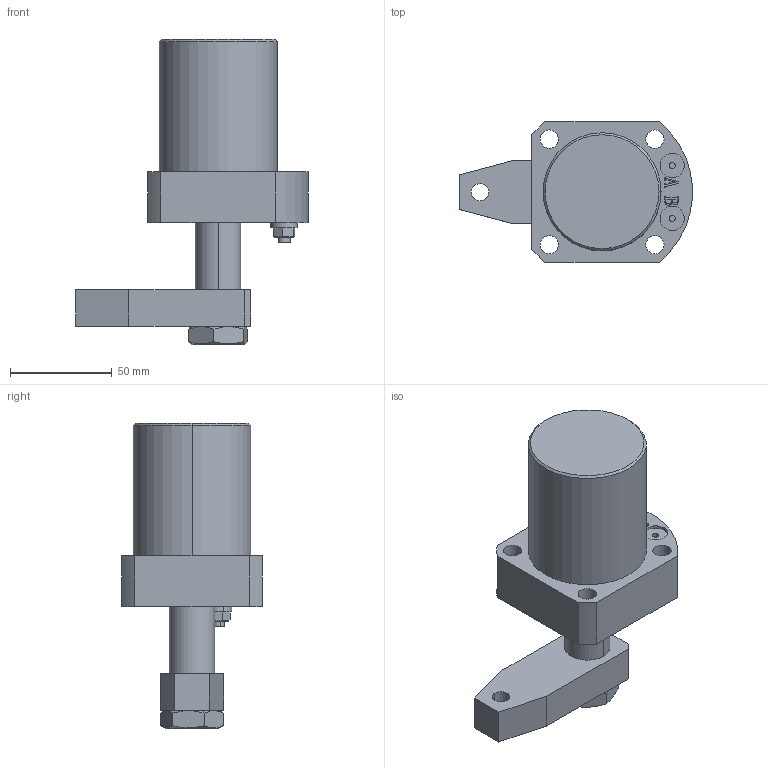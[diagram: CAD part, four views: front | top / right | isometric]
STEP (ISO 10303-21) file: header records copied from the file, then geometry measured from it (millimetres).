
FILE_DESCRIPTION (( 'STEP AP203' ), '1' );
FILE_NAME ('HSL-FCM40S.STEP', '2020-09-15T03:32:31', ( '微软用户' ), ( '微软中国' ), 'SwSTEP 2.0', 'SolidWorks 2012', '' );
FILE_SCHEMA (( 'CONFIG_CONTROL_DESIGN' ));
Length unit declared in the file: millimetre
Products named in the file (6): HSL-FCM40S; FCM-覃誹概; hex thin nuts grades ab gb_GB_FASTENER_NUT_STNABTT  B M18X1.5-N; HSL-40S活塞杆; HSL-40S揤旋杻秶; HSL-FCM40掛极
Assembly tree (5 placements, depth 2):
  HSL-FCM40S
    HSL-FCM40掛极
    HSL-40S揤旋杻秶
    HSL-40S活塞杆
    hex thin nuts grades ab gb_GB_FASTENER_NUT_STNABTT  B M18X1.5-N
    FCM-覃誹概
Bounding box: 114.36 x 69 x 150 mm (x, y, z)
Volume: 313644.9 mm3; surface area: 64254 mm2
Topology: 5 solids, 5 shells, 194 faces, 452 edges, 294 vertices
Faces by surface type: plane 97, cylinder 55, cone 20, bspline 16, torus 6
Entity records: 7072 total; most frequent: CARTESIAN_POINT 1982, DIRECTION 920, ORIENTED_EDGE 904, EDGE_CURVE 452, AXIS2_PLACEMENT_3D 332, VERTEX_POINT 294, LINE 256, VECTOR 256
